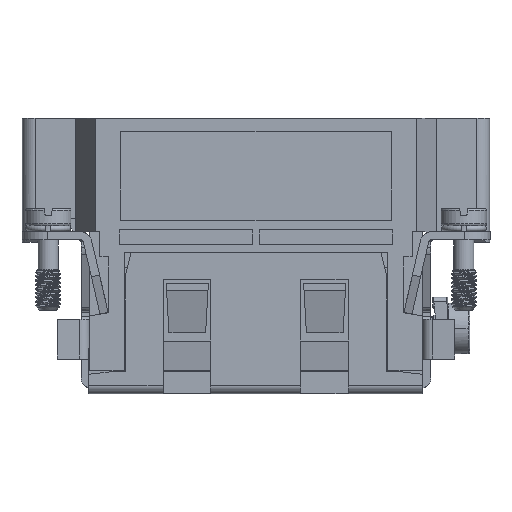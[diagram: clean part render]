
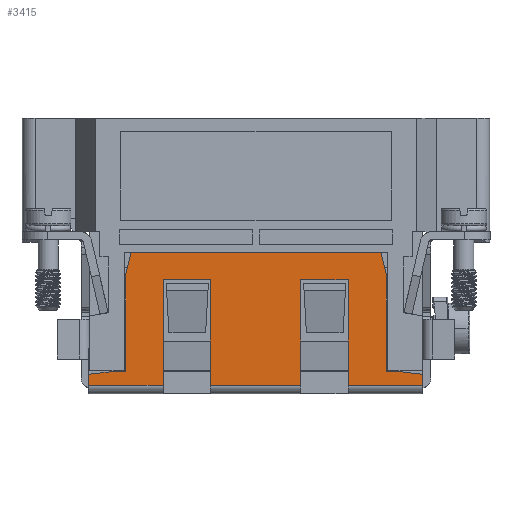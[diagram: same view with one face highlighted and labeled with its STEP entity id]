
A CAD part, front view. The second image highlights one B-rep face of the part: STEP entity #3415.
In plain terms, the highlighted planar face has unit normal (0, -1, 0).
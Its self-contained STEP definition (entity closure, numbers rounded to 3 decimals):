
#3415=ADVANCED_FACE('',(#5328),#4540,.T.);
#4540=PLANE('',#25187);
#5328=FACE_OUTER_BOUND('',#6611,.T.);
#6611=EDGE_LOOP('',(#9862,#9863,#9864,#9865,#9866,#9867,#9868,#9869,#9870,
#9871,#9872,#9873,#9874,#9875,#9876,#9877,#9878,#9879,#9880,#9881));
#9862=ORIENTED_EDGE('',*,*,#18033,.T.);
#9863=ORIENTED_EDGE('',*,*,#18034,.T.);
#9864=ORIENTED_EDGE('',*,*,#16724,.T.);
#9865=ORIENTED_EDGE('',*,*,#18035,.T.);
#9866=ORIENTED_EDGE('',*,*,#17879,.T.);
#9867=ORIENTED_EDGE('',*,*,#18036,.F.);
#9868=ORIENTED_EDGE('',*,*,#18037,.T.);
#9869=ORIENTED_EDGE('',*,*,#18038,.T.);
#9870=ORIENTED_EDGE('',*,*,#18039,.T.);
#9871=ORIENTED_EDGE('',*,*,#17948,.T.);
#9872=ORIENTED_EDGE('',*,*,#17867,.T.);
#9873=ORIENTED_EDGE('',*,*,#18040,.T.);
#9874=ORIENTED_EDGE('',*,*,#18041,.F.);
#9875=ORIENTED_EDGE('',*,*,#18042,.T.);
#9876=ORIENTED_EDGE('',*,*,#18043,.F.);
#9877=ORIENTED_EDGE('',*,*,#18044,.T.);
#9878=ORIENTED_EDGE('',*,*,#18045,.T.);
#9879=ORIENTED_EDGE('',*,*,#18046,.T.);
#9880=ORIENTED_EDGE('',*,*,#18047,.F.);
#9881=ORIENTED_EDGE('',*,*,#18048,.T.);
#14448=VERTEX_POINT('',#32690);
#14449=VERTEX_POINT('',#32692);
#15258=VERTEX_POINT('',#35212);
#15259=VERTEX_POINT('',#35214);
#15270=VERTEX_POINT('',#35236);
#15271=VERTEX_POINT('',#35238);
#15337=VERTEX_POINT('',#35470);
#15419=VERTEX_POINT('',#35639);
#15420=VERTEX_POINT('',#35640);
#15421=VERTEX_POINT('',#35644);
#15422=VERTEX_POINT('',#35646);
#15423=VERTEX_POINT('',#35648);
#15424=VERTEX_POINT('',#35651);
#15425=VERTEX_POINT('',#35653);
#15426=VERTEX_POINT('',#35655);
#15427=VERTEX_POINT('',#35657);
#15428=VERTEX_POINT('',#35659);
#15429=VERTEX_POINT('',#35661);
#15430=VERTEX_POINT('',#35663);
#15431=VERTEX_POINT('',#35665);
#16724=EDGE_CURVE('',#14449,#14448,#20148,.T.);
#17867=EDGE_CURVE('',#15259,#15258,#21007,.T.);
#17879=EDGE_CURVE('',#15271,#15270,#21019,.T.);
#17948=EDGE_CURVE('',#15337,#15259,#21071,.T.);
#18033=EDGE_CURVE('',#15419,#15420,#21136,.T.);
#18034=EDGE_CURVE('',#15420,#14449,#21137,.T.);
#18035=EDGE_CURVE('',#14448,#15271,#21138,.T.);
#18036=EDGE_CURVE('',#15421,#15270,#21139,.T.);
#18037=EDGE_CURVE('',#15421,#15422,#21140,.T.);
#18038=EDGE_CURVE('',#15422,#15423,#21141,.T.);
#18039=EDGE_CURVE('',#15423,#15337,#21142,.T.);
#18040=EDGE_CURVE('',#15258,#15424,#21143,.T.);
#18041=EDGE_CURVE('',#15425,#15424,#21144,.T.);
#18042=EDGE_CURVE('',#15425,#15426,#21145,.T.);
#18043=EDGE_CURVE('',#15427,#15426,#21146,.T.);
#18044=EDGE_CURVE('',#15427,#15428,#21147,.T.);
#18045=EDGE_CURVE('',#15428,#15429,#21148,.T.);
#18046=EDGE_CURVE('',#15429,#15430,#21149,.T.);
#18047=EDGE_CURVE('',#15431,#15430,#21150,.T.);
#18048=EDGE_CURVE('',#15431,#15419,#21151,.T.);
#20148=LINE('',#32691,#22375);
#21007=LINE('',#35213,#23234);
#21019=LINE('',#35237,#23246);
#21071=LINE('',#35469,#23298);
#21136=LINE('',#35638,#23363);
#21137=LINE('',#35641,#23364);
#21138=LINE('',#35642,#23365);
#21139=LINE('',#35643,#23366);
#21140=LINE('',#35645,#23367);
#21141=LINE('',#35647,#23368);
#21142=LINE('',#35649,#23369);
#21143=LINE('',#35650,#23370);
#21144=LINE('',#35652,#23371);
#21145=LINE('',#35654,#23372);
#21146=LINE('',#35656,#23373);
#21147=LINE('',#35658,#23374);
#21148=LINE('',#35660,#23375);
#21149=LINE('',#35662,#23376);
#21150=LINE('',#35664,#23377);
#21151=LINE('',#35666,#23378);
#22375=VECTOR('',#26539,1.);
#23234=VECTOR('',#28586,1.);
#23246=VECTOR('',#28598,1.);
#23298=VECTOR('',#28670,1.);
#23363=VECTOR('',#28779,1.);
#23364=VECTOR('',#28780,1.);
#23365=VECTOR('',#28781,1.);
#23366=VECTOR('',#28782,1.);
#23367=VECTOR('',#28783,1.);
#23368=VECTOR('',#28784,1.);
#23369=VECTOR('',#28785,1.);
#23370=VECTOR('',#28786,1.);
#23371=VECTOR('',#28787,1.);
#23372=VECTOR('',#28788,1.);
#23373=VECTOR('',#28789,1.);
#23374=VECTOR('',#28790,1.);
#23375=VECTOR('',#28791,1.);
#23376=VECTOR('',#28792,1.);
#23377=VECTOR('',#28793,1.);
#23378=VECTOR('',#28794,1.);
#25187=AXIS2_PLACEMENT_3D('',#35667,#28795,#28796);
#26539=DIRECTION('',(0.,0.,1.));
#28586=DIRECTION('',(-1.,0.,0.));
#28598=DIRECTION('',(-1.,0.,0.));
#28670=DIRECTION('',(0.,0.,-1.));
#28779=DIRECTION('',(0.,0.,-1.));
#28780=DIRECTION('',(1.,0.,0.));
#28781=DIRECTION('',(-0.994,0.,0.112));
#28782=DIRECTION('',(0.,0.,-1.));
#28783=DIRECTION('',(-0.233,0.,0.972));
#28784=DIRECTION('',(-1.,0.,0.));
#28785=DIRECTION('',(-0.233,0.,-0.972));
#28786=DIRECTION('',(-0.994,0.,-0.112));
#28787=DIRECTION('',(0.,0.,1.));
#28788=DIRECTION('',(1.,0.,0.));
#28789=DIRECTION('',(0.,0.,-1.));
#28790=DIRECTION('',(1.,0.,0.));
#28791=DIRECTION('',(0.,0.,-1.));
#28792=DIRECTION('',(1.,0.,0.));
#28793=DIRECTION('',(0.,0.,-1.));
#28794=DIRECTION('',(1.,0.,0.));
#28795=DIRECTION('',(0.,-1.,0.));
#28796=DIRECTION('',(1.,0.,0.));
#32690=CARTESIAN_POINT('',(-7.95,-65.15,-30.3));
#32691=CARTESIAN_POINT('',(-7.95,-65.15,-32.6));
#32692=CARTESIAN_POINT('',(-7.95,-65.15,-31.6));
#35212=CARTESIAN_POINT('',(-44.8,-65.15,-30.));
#35213=CARTESIAN_POINT('',(-7.95,-65.15,-30.));
#35214=CARTESIAN_POINT('',(-43.05,-65.15,-30.));
#35236=CARTESIAN_POINT('',(-12.25,-65.15,-30.));
#35237=CARTESIAN_POINT('',(-7.95,-65.15,-30.));
#35238=CARTESIAN_POINT('',(-10.6,-65.15,-30.));
#35469=CARTESIAN_POINT('',(-43.05,-65.15,-73.343));
#35470=CARTESIAN_POINT('',(-43.05,-65.15,-18.4));
#35638=CARTESIAN_POINT('',(-16.75,-65.15,-19.1));
#35639=CARTESIAN_POINT('',(-16.75,-65.15,-19.1));
#35640=CARTESIAN_POINT('',(-16.75,-65.15,-31.6));
#35641=CARTESIAN_POINT('',(-7.95,-65.15,-31.6));
#35642=CARTESIAN_POINT('',(-7.693,-65.15,-30.329));
#35643=CARTESIAN_POINT('',(-12.25,-65.15,-73.343));
#35644=CARTESIAN_POINT('',(-12.25,-65.15,-18.4));
#35645=CARTESIAN_POINT('',(-8.793,-65.15,-32.802));
#35646=CARTESIAN_POINT('',(-12.85,-65.15,-15.9));
#35647=CARTESIAN_POINT('',(-7.85,-65.15,-15.9));
#35648=CARTESIAN_POINT('',(-42.45,-65.15,-15.9));
#35649=CARTESIAN_POINT('',(-44.361,-65.15,-23.861));
#35650=CARTESIAN_POINT('',(-8.707,-65.15,-25.914));
#35651=CARTESIAN_POINT('',(-47.45,-65.15,-30.3));
#35652=CARTESIAN_POINT('',(-47.45,-65.15,-32.6));
#35653=CARTESIAN_POINT('',(-47.45,-65.15,-31.6));
#35654=CARTESIAN_POINT('',(-7.95,-65.15,-31.6));
#35655=CARTESIAN_POINT('',(-38.65,-65.15,-31.6));
#35656=CARTESIAN_POINT('',(-38.65,-65.15,-19.1));
#35657=CARTESIAN_POINT('',(-38.65,-65.15,-19.1));
#35658=CARTESIAN_POINT('',(-38.65,-65.15,-19.1));
#35659=CARTESIAN_POINT('',(-33.05,-65.15,-19.1));
#35660=CARTESIAN_POINT('',(-33.05,-65.15,-19.1));
#35661=CARTESIAN_POINT('',(-33.05,-65.15,-31.6));
#35662=CARTESIAN_POINT('',(-7.95,-65.15,-31.6));
#35663=CARTESIAN_POINT('',(-22.35,-65.15,-31.6));
#35664=CARTESIAN_POINT('',(-22.35,-65.15,-19.1));
#35665=CARTESIAN_POINT('',(-22.35,-65.15,-19.1));
#35666=CARTESIAN_POINT('',(-22.35,-65.15,-19.1));
#35667=CARTESIAN_POINT('',(-7.95,-65.15,-32.6));
